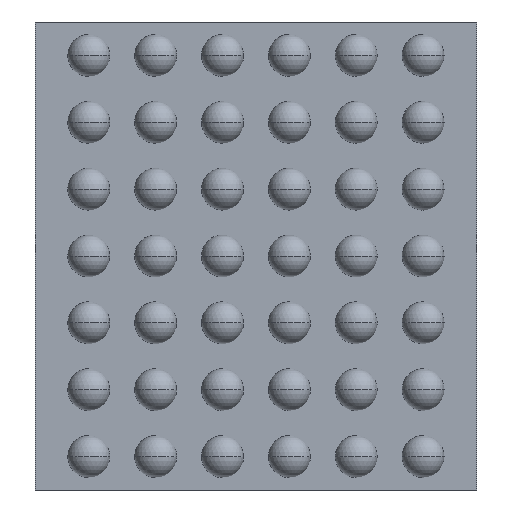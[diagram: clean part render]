
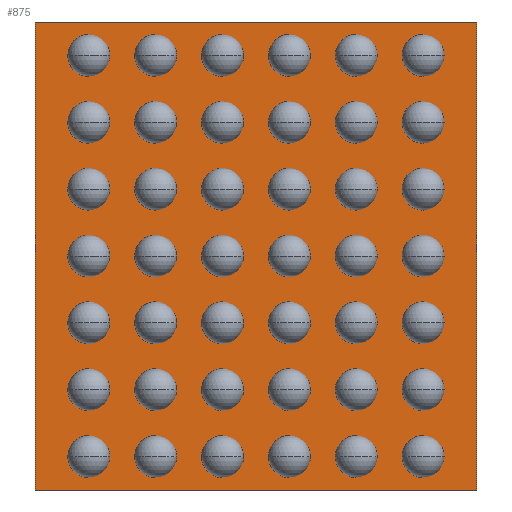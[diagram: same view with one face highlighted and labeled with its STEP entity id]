
A CAD part, front view. The second image highlights one B-rep face of the part: STEP entity #875.
In plain terms, the highlighted planar face has unit normal (0, -1, 0).
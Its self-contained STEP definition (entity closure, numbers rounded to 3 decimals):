
#1 = ORIENTED_EDGE ( 'NONE', *, *, #124, .F. ) ;
#124 = EDGE_CURVE ( 'NONE', #272, #612, #242, .T. ) ;
#130 = CARTESIAN_POINT ( 'NONE',  ( 1.65, 0., -1.75 ) ) ;
#167 = CARTESIAN_POINT ( 'NONE',  ( -1.65, 0., -1.75 ) ) ;
#215 = CARTESIAN_POINT ( 'NONE',  ( -1.65, 0., 1.75 ) ) ;
#216 = DIRECTION ( 'NONE',  ( 1., 0., 0. ) ) ;
#242 = LINE ( 'NONE', #130, #751 ) ;
#249 = ORIENTED_EDGE ( 'NONE', *, *, #488, .F. ) ;
#272 = VERTEX_POINT ( 'NONE', #694 ) ;
#291 = ORIENTED_EDGE ( 'NONE', *, *, #574, .F. ) ;
#292 = CARTESIAN_POINT ( 'NONE',  ( -1.65, 0., -1.75 ) ) ;
#314 = VECTOR ( 'NONE', #216, 1000. ) ;
#322 = ORIENTED_EDGE ( 'NONE', *, *, #449, .F. ) ;
#327 = CARTESIAN_POINT ( 'NONE',  ( 0., 0., 0. ) ) ;
#347 = VERTEX_POINT ( 'NONE', #444 ) ;
#370 = DIRECTION ( 'NONE',  ( -1., 0., 0. ) ) ;
#384 = FACE_OUTER_BOUND ( 'NONE', #801, .T. ) ;
#444 = CARTESIAN_POINT ( 'NONE',  ( -1.65, 0., -1.75 ) ) ;
#449 = EDGE_CURVE ( 'NONE', #745, #272, #513, .T. ) ;
#460 = DIRECTION ( 'NONE',  ( 0., 0., -1. ) ) ;
#466 = CARTESIAN_POINT ( 'NONE',  ( 1.65, 0., -1.75 ) ) ;
#484 = DIRECTION ( 'NONE',  ( 0., 0., 1. ) ) ;
#488 = EDGE_CURVE ( 'NONE', #612, #347, #870, .T. ) ;
#513 = LINE ( 'NONE', #516, #314 ) ;
#516 = CARTESIAN_POINT ( 'NONE',  ( -1.65, 0., 1.75 ) ) ;
#525 = PLANE ( 'NONE',  #576 ) ;
#574 = EDGE_CURVE ( 'NONE', #347, #745, #846, .T. ) ;
#576 = AXIS2_PLACEMENT_3D ( 'NONE', #327, #772, #484 ) ;
#612 = VERTEX_POINT ( 'NONE', #466 ) ;
#618 = VECTOR ( 'NONE', #749, 1000. ) ;
#667 = VECTOR ( 'NONE', #370, 1000. ) ;
#694 = CARTESIAN_POINT ( 'NONE',  ( 1.65, 0., 1.75 ) ) ;
#745 = VERTEX_POINT ( 'NONE', #215 ) ;
#749 = DIRECTION ( 'NONE',  ( 0., 0., 1. ) ) ;
#751 = VECTOR ( 'NONE', #460, 1000. ) ;
#772 = DIRECTION ( 'NONE',  ( 0., 1., 0. ) ) ;
#801 = EDGE_LOOP ( 'NONE', ( #291, #249, #1, #322 ) ) ;
#846 = LINE ( 'NONE', #167, #618 ) ;
#870 = LINE ( 'NONE', #292, #667 ) ;
#875 = ADVANCED_FACE ( 'NONE', ( #384 ), #525, .F. ) ;
